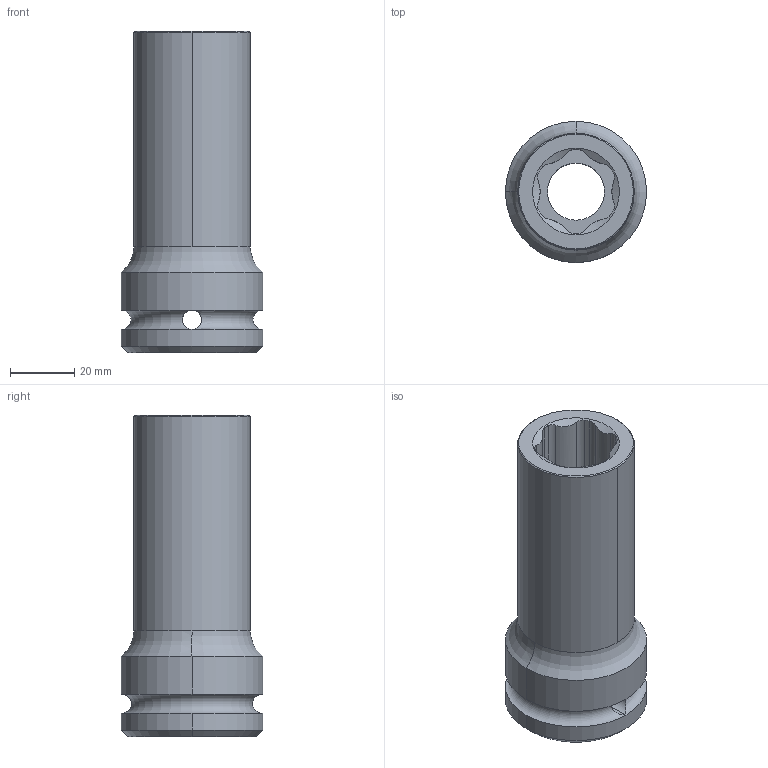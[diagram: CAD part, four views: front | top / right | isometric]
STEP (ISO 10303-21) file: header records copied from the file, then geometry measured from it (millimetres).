
FILE_DESCRIPTION((''),'2;1');
FILE_NAME('4027151022','2023-08-22T10:21:30',('A00565553'),(''),'CREO PARAMETRIC BY PTC INC, 2022414','CREO PARAMETRIC BY PTC INC, 2022414','');
FILE_SCHEMA(('CONFIG_CONTROL_DESIGN','GEOMETRIC_VALIDATION_PROPERTIES_MIM'));
Length unit declared in the file: millimetre
Products named in the file (1): 4027151022
Bounding box: 44 x 44 x 100 mm (x, y, z)
Volume: 81427.8 mm3; surface area: 21171 mm2
Topology: 1 solids, 1 shells, 66 faces, 170 edges, 106 vertices
Faces by surface type: cylinder 40, plane 12, cone 10, torus 4
Entity records: 2272 total; most frequent: CARTESIAN_POINT 532, DIRECTION 350, ORIENTED_EDGE 340, EDGE_CURVE 170, AXIS2_PLACEMENT_3D 144, VERTEX_POINT 106, CIRCLE 78, EDGE_LOOP 72
